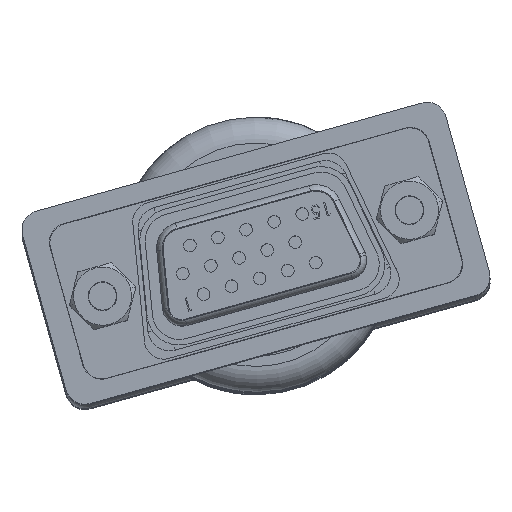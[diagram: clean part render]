
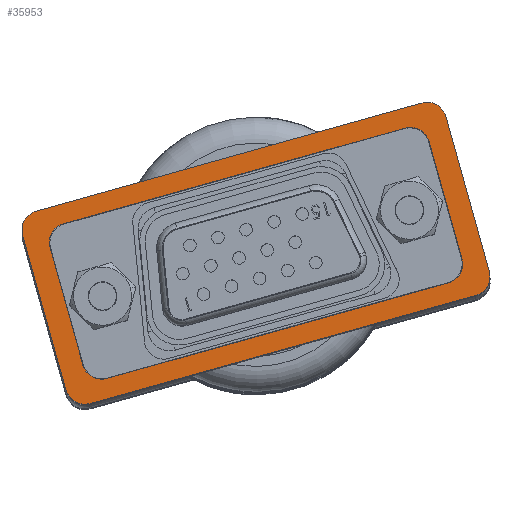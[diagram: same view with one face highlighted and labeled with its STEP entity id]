
A CAD part, top view. The second image highlights one B-rep face of the part: STEP entity #35953.
In plain terms, the highlighted face is planar.
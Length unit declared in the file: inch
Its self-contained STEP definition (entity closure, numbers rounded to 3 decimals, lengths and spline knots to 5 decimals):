
#33041 = DIRECTION ( 'NONE',  ( 0., -1., 0. ) ) ;
#33043 = VECTOR ( 'NONE', #33041, 39.37008 ) ;
#33045 = CARTESIAN_POINT ( 'NONE',  ( -0.6785, 0.3085, -0.6975 ) ) ;
#33055 = LINE ( 'NONE', #33045, #33043 ) ;
#33117 = CARTESIAN_POINT ( 'NONE',  ( -0.6185, -0.3085, -0.6975 ) ) ;
#33119 = DIRECTION ( 'NONE',  ( 1., 0., 0. ) ) ;
#33121 = DIRECTION ( 'NONE',  ( 0., 0., -1. ) ) ;
#33122 = CARTESIAN_POINT ( 'NONE',  ( -0.6185, -0.2485, -0.6975 ) ) ;
#33124 = AXIS2_PLACEMENT_3D ( 'NONE', #33122, #33121, #33119 ) ;
#33126 = CIRCLE ( 'NONE', #33124, 0.06 ) ;
#33131 = CARTESIAN_POINT ( 'NONE',  ( -0.6785, -0.2485, -0.6975 ) ) ;
#33143 = DIRECTION ( 'NONE',  ( 1., 0., 0. ) ) ;
#33145 = DIRECTION ( 'NONE',  ( 0., 0., -1. ) ) ;
#33147 = CARTESIAN_POINT ( 'NONE',  ( -0.6185, 0.2485, -0.6975 ) ) ;
#33148 = AXIS2_PLACEMENT_3D ( 'NONE', #33147, #33145, #33143 ) ;
#33150 = CIRCLE ( 'NONE', #33148, 0.06 ) ;
#33157 = CARTESIAN_POINT ( 'NONE',  ( -0.6185, 0.3085, -0.6975 ) ) ;
#33224 = CARTESIAN_POINT ( 'NONE',  ( -0.6785, 0.2485, -0.6975 ) ) ;
#34127 = CARTESIAN_POINT ( 'NONE',  ( 0.6785, -0.2485, -0.6975 ) ) ;
#34320 = CARTESIAN_POINT ( 'NONE',  ( 0.6185, 0.3085, -0.6975 ) ) ;
#34322 = DIRECTION ( 'NONE',  ( 1., 0., 0. ) ) ;
#34323 = DIRECTION ( 'NONE',  ( 0., 0., -1. ) ) ;
#34325 = CARTESIAN_POINT ( 'NONE',  ( 0.6185, 0.2485, -0.6975 ) ) ;
#34326 = AXIS2_PLACEMENT_3D ( 'NONE', #34325, #34323, #34322 ) ;
#34328 = CIRCLE ( 'NONE', #34326, 0.06 ) ;
#34364 = DIRECTION ( 'NONE',  ( 0., -1., 0. ) ) ;
#34365 = VECTOR ( 'NONE', #34364, 39.37008 ) ;
#34367 = CARTESIAN_POINT ( 'NONE',  ( 0.6785, 0.3085, -0.6975 ) ) ;
#34370 = LINE ( 'NONE', #34367, #34365 ) ;
#34419 = CARTESIAN_POINT ( 'NONE',  ( 0.6785, 0.2485, -0.6975 ) ) ;
#34441 = DIRECTION ( 'NONE',  ( 1., 0., 0. ) ) ;
#34443 = DIRECTION ( 'NONE',  ( 0., 0., -1. ) ) ;
#34445 = CARTESIAN_POINT ( 'NONE',  ( 0.6185, -0.2485, -0.6975 ) ) ;
#34446 = AXIS2_PLACEMENT_3D ( 'NONE', #34445, #34443, #34441 ) ;
#34448 = CIRCLE ( 'NONE', #34446, 0.06 ) ;
#34455 = CARTESIAN_POINT ( 'NONE',  ( 0.6185, -0.3085, -0.6975 ) ) ;
#34621 = DIRECTION ( 'NONE',  ( -1., 0., 0. ) ) ;
#34622 = VECTOR ( 'NONE', #34621, 39.37008 ) ;
#34624 = CARTESIAN_POINT ( 'NONE',  ( -0.6785, -0.3085, -0.6975 ) ) ;
#34627 = LINE ( 'NONE', #34624, #34622 ) ;
#34834 = CIRCLE ( 'NONE', #34960, 0.06 ) ;
#34905 = CARTESIAN_POINT ( 'NONE',  ( -0.5475, -0.248, -0.6975 ) ) ;
#34906 = DIRECTION ( 'NONE',  ( 1., 0., 0. ) ) ;
#34908 = DIRECTION ( 'NONE',  ( 0., 0., -1. ) ) ;
#34909 = CARTESIAN_POINT ( 'NONE',  ( -0.5475, -0.188, -0.6975 ) ) ;
#34910 = AXIS2_PLACEMENT_3D ( 'NONE', #34909, #34908, #34906 ) ;
#34912 = CIRCLE ( 'NONE', #34910, 0.06 ) ;
#34918 = CARTESIAN_POINT ( 'NONE',  ( -0.6075, -0.188, -0.6975 ) ) ;
#34919 = DIRECTION ( 'NONE',  ( 0., 1., 0. ) ) ;
#34920 = VECTOR ( 'NONE', #34919, 39.37008 ) ;
#34922 = CARTESIAN_POINT ( 'NONE',  ( -0.6075, 0.188, -0.6975 ) ) ;
#34924 = LINE ( 'NONE', #34922, #34920 ) ;
#34928 = CARTESIAN_POINT ( 'NONE',  ( -0.6075, 0.188, -0.6975 ) ) ;
#34930 = DIRECTION ( 'NONE',  ( -1., 0., 0. ) ) ;
#34932 = DIRECTION ( 'NONE',  ( 0., 0., -1. ) ) ;
#34934 = CARTESIAN_POINT ( 'NONE',  ( -0.5475, 0.188, -0.6975 ) ) ;
#34935 = AXIS2_PLACEMENT_3D ( 'NONE', #34934, #34932, #34930 ) ;
#34937 = CIRCLE ( 'NONE', #34935, 0.06 ) ;
#34942 = CARTESIAN_POINT ( 'NONE',  ( -0.5475, 0.248, -0.6975 ) ) ;
#34944 = DIRECTION ( 'NONE',  ( 1., 0., 0. ) ) ;
#34945 = VECTOR ( 'NONE', #34944, 39.37008 ) ;
#34947 = CARTESIAN_POINT ( 'NONE',  ( 0.5475, 0.248, -0.6975 ) ) ;
#34949 = LINE ( 'NONE', #34947, #34945 ) ;
#34953 = CARTESIAN_POINT ( 'NONE',  ( 0.5475, 0.248, -0.6975 ) ) ;
#34954 = DIRECTION ( 'NONE',  ( 1., 0., 0. ) ) ;
#34956 = DIRECTION ( 'NONE',  ( 0., 0., -1. ) ) ;
#34958 = CARTESIAN_POINT ( 'NONE',  ( 0.5475, 0.188, -0.6975 ) ) ;
#34960 = AXIS2_PLACEMENT_3D ( 'NONE', #34958, #34956, #34954 ) ;
#34985 = CARTESIAN_POINT ( 'NONE',  ( 0.6075, -0.188, -0.6975 ) ) ;
#34987 = CARTESIAN_POINT ( 'NONE',  ( 0.6075, 0.188, -0.6975 ) ) ;
#34990 = DIRECTION ( 'NONE',  ( 0., -1., 0. ) ) ;
#34991 = VECTOR ( 'NONE', #34990, 39.37008 ) ;
#34993 = CARTESIAN_POINT ( 'NONE',  ( 0.6075, 0.188, -0.6975 ) ) ;
#34997 = DIRECTION ( 'NONE',  ( 1., 0., 0. ) ) ;
#34999 = DIRECTION ( 'NONE',  ( 0., 0., 1. ) ) ;
#35001 = AXIS2_PLACEMENT_3D ( 'NONE', #35006, #34999, #34997 ) ;
#35002 = LINE ( 'NONE', #34993, #34991 ) ;
#35006 = CARTESIAN_POINT ( 'NONE',  ( -0.6785, 0.3085, -0.6975 ) ) ;
#35008 = PLANE ( 'NONE',  #35001 ) ;
#35010 = FACE_OUTER_BOUND ( 'NONE', #36047, .T. ) ;
#35011 = FACE_BOUND ( 'NONE', #35956, .T. ) ;
#35089 = DIRECTION ( 'NONE',  ( -1., 0., 0. ) ) ;
#35090 = VECTOR ( 'NONE', #35089, 39.37008 ) ;
#35092 = CARTESIAN_POINT ( 'NONE',  ( -0.6785, 0.3085, -0.6975 ) ) ;
#35093 = LINE ( 'NONE', #35092, #35090 ) ;
#35114 = LINE ( 'NONE', #35261, #35259 ) ;
#35135 = EDGE_CURVE ( 'NONE', #35186, #35159, #33055, .T. ) ;
#35151 = VERTEX_POINT ( 'NONE', #33157 ) ;
#35155 = EDGE_CURVE ( 'NONE', #35186, #35151, #33150, .T. ) ;
#35159 = VERTEX_POINT ( 'NONE', #33131 ) ;
#35164 = EDGE_CURVE ( 'NONE', #35166, #35159, #33126, .T. ) ;
#35166 = VERTEX_POINT ( 'NONE', #33117 ) ;
#35186 = VERTEX_POINT ( 'NONE', #33224 ) ;
#35245 = DIRECTION ( 'NONE',  ( 1., 0., 0. ) ) ;
#35247 = DIRECTION ( 'NONE',  ( 0., 0., -1. ) ) ;
#35248 = CARTESIAN_POINT ( 'NONE',  ( 0.5475, -0.188, -0.6975 ) ) ;
#35250 = AXIS2_PLACEMENT_3D ( 'NONE', #35248, #35247, #35245 ) ;
#35251 = CIRCLE ( 'NONE', #35250, 0.06 ) ;
#35256 = CARTESIAN_POINT ( 'NONE',  ( 0.5475, -0.248, -0.6975 ) ) ;
#35257 = DIRECTION ( 'NONE',  ( -1., 0., 0. ) ) ;
#35259 = VECTOR ( 'NONE', #35257, 39.37008 ) ;
#35261 = CARTESIAN_POINT ( 'NONE',  ( 0.5475, -0.248, -0.6975 ) ) ;
#35572 = VERTEX_POINT ( 'NONE', #34127 ) ;
#35653 = EDGE_CURVE ( 'NONE', #35691, #35572, #34370, .T. ) ;
#35666 = EDGE_CURVE ( 'NONE', #35667, #35691, #34328, .T. ) ;
#35667 = VERTEX_POINT ( 'NONE', #34320 ) ;
#35679 = VERTEX_POINT ( 'NONE', #34455 ) ;
#35682 = EDGE_CURVE ( 'NONE', #35572, #35679, #34448, .T. ) ;
#35691 = VERTEX_POINT ( 'NONE', #34419 ) ;
#35795 = EDGE_CURVE ( 'NONE', #35679, #35166, #34627, .T. ) ;
#35913 = ORIENTED_EDGE ( 'NONE', *, *, #35682, .T. ) ;
#35915 = EDGE_CURVE ( 'NONE', #35916, #35959, #34834, .T. ) ;
#35916 = VERTEX_POINT ( 'NONE', #34953 ) ;
#35917 = ORIENTED_EDGE ( 'NONE', *, *, #35918, .F. ) ;
#35918 = EDGE_CURVE ( 'NONE', #35919, #35916, #34949, .T. ) ;
#35919 = VERTEX_POINT ( 'NONE', #34942 ) ;
#35920 = ORIENTED_EDGE ( 'NONE', *, *, #35922, .F. ) ;
#35922 = EDGE_CURVE ( 'NONE', #35924, #35919, #34937, .T. ) ;
#35924 = VERTEX_POINT ( 'NONE', #34928 ) ;
#35926 = ORIENTED_EDGE ( 'NONE', *, *, #35928, .F. ) ;
#35928 = EDGE_CURVE ( 'NONE', #35930, #35924, #34924, .T. ) ;
#35930 = VERTEX_POINT ( 'NONE', #34918 ) ;
#35932 = ORIENTED_EDGE ( 'NONE', *, *, #35933, .F. ) ;
#35933 = EDGE_CURVE ( 'NONE', #35934, #35930, #34912, .T. ) ;
#35934 = VERTEX_POINT ( 'NONE', #34905 ) ;
#35936 = ORIENTED_EDGE ( 'NONE', *, *, #36038, .F. ) ;
#35953 = ADVANCED_FACE ( 'NONE', ( #35011, #35010 ), #35008, .F. ) ;
#35956 = EDGE_LOOP ( 'NONE', ( #35957, #35962, #35917, #35920, #35926, #35932, #35936, #36041 ) ) ;
#35957 = ORIENTED_EDGE ( 'NONE', *, *, #35958, .F. ) ;
#35958 = EDGE_CURVE ( 'NONE', #35959, #35960, #35002, .T. ) ;
#35959 = VERTEX_POINT ( 'NONE', #34987 ) ;
#35960 = VERTEX_POINT ( 'NONE', #34985 ) ;
#35962 = ORIENTED_EDGE ( 'NONE', *, *, #35915, .F. ) ;
#35982 = EDGE_CURVE ( 'NONE', #35667, #35151, #35093, .T. ) ;
#36015 = ORIENTED_EDGE ( 'NONE', *, *, #35795, .T. ) ;
#36016 = ORIENTED_EDGE ( 'NONE', *, *, #35164, .T. ) ;
#36038 = EDGE_CURVE ( 'NONE', #36040, #35934, #35114, .T. ) ;
#36040 = VERTEX_POINT ( 'NONE', #35256 ) ;
#36041 = ORIENTED_EDGE ( 'NONE', *, *, #36044, .F. ) ;
#36044 = EDGE_CURVE ( 'NONE', #35960, #36040, #35251, .T. ) ;
#36047 = EDGE_LOOP ( 'NONE', ( #36048, #36049, #36050, #36052, #36055, #35913, #36015, #36016 ) ) ;
#36048 = ORIENTED_EDGE ( 'NONE', *, *, #35135, .F. ) ;
#36049 = ORIENTED_EDGE ( 'NONE', *, *, #35155, .T. ) ;
#36050 = ORIENTED_EDGE ( 'NONE', *, *, #35982, .F. ) ;
#36052 = ORIENTED_EDGE ( 'NONE', *, *, #35666, .T. ) ;
#36055 = ORIENTED_EDGE ( 'NONE', *, *, #35653, .T. ) ;
